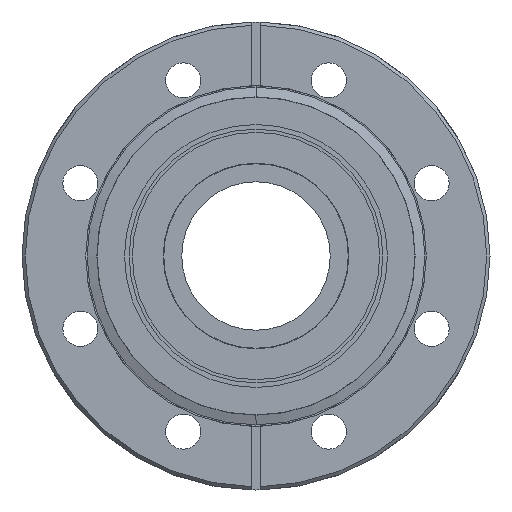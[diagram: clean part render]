
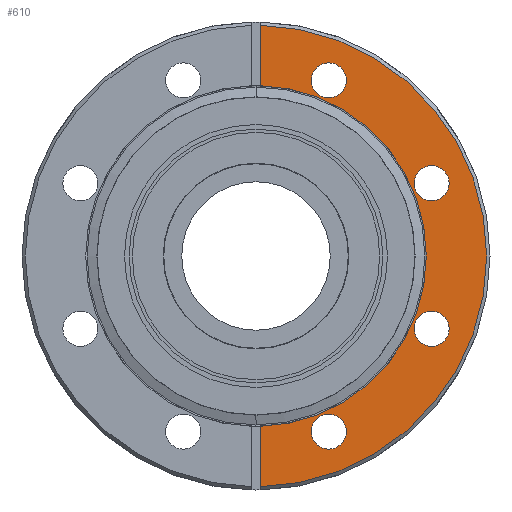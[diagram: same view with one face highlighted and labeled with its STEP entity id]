
A CAD part, left-side view. The second image highlights one B-rep face of the part: STEP entity #610.
In plain terms, the highlighted planar face has unit normal (-1, 0, 0).
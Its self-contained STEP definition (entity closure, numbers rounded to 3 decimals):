
#610=ADVANCED_FACE('',(#3535,#3536,#3537,#3538,#3539),#3534,.T.);
#3534=PLANE('',#8097);
#3535=FACE_OUTER_BOUND('',#8098,.T.);
#3536=FACE_BOUND('',#8099,.T.);
#3537=FACE_BOUND('',#8100,.T.);
#3538=FACE_BOUND('',#8101,.T.);
#3539=FACE_BOUND('',#8102,.T.);
#8094=CARTESIAN_POINT('',(0.,-61.445,-65.941));
#8095=DIRECTION('',(-1.,0.,0.));
#8096=DIRECTION('',(0.,0.,1.));
#8097=AXIS2_PLACEMENT_3D('',#8094,#8095,#8096);
#8098=EDGE_LOOP('',(#10308,#10309,#10310,#10311));
#8099=EDGE_LOOP('',(#10312,#10313,#10314));
#8100=EDGE_LOOP('',(#10315,#10316,#10317));
#8101=EDGE_LOOP('',(#10318,#10319,#10320));
#8102=EDGE_LOOP('',(#10321,#10322,#10323));
#10308=ORIENTED_EDGE('',*,*,#11644,.F.);
#10309=ORIENTED_EDGE('',*,*,#11632,.T.);
#10310=ORIENTED_EDGE('',*,*,#11645,.T.);
#10311=ORIENTED_EDGE('',*,*,#11639,.T.);
#10312=ORIENTED_EDGE('',*,*,#11646,.F.);
#10313=ORIENTED_EDGE('',*,*,#11647,.F.);
#10314=ORIENTED_EDGE('',*,*,#11648,.F.);
#10315=ORIENTED_EDGE('',*,*,#11649,.F.);
#10316=ORIENTED_EDGE('',*,*,#11650,.F.);
#10317=ORIENTED_EDGE('',*,*,#11651,.F.);
#10318=ORIENTED_EDGE('',*,*,#11652,.F.);
#10319=ORIENTED_EDGE('',*,*,#11653,.F.);
#10320=ORIENTED_EDGE('',*,*,#11654,.F.);
#10321=ORIENTED_EDGE('',*,*,#11655,.F.);
#10322=ORIENTED_EDGE('',*,*,#11656,.F.);
#10323=ORIENTED_EDGE('',*,*,#11657,.F.);
#11632=EDGE_CURVE('',#15619,#15612,#15620,.T.);
#11639=EDGE_CURVE('',#15667,#15668,#15669,.T.);
#11644=EDGE_CURVE('',#15619,#15668,#15702,.T.);
#11645=EDGE_CURVE('',#15612,#15667,#15708,.T.);
#11646=EDGE_CURVE('',#15714,#15715,#15716,.T.);
#11647=EDGE_CURVE('',#15722,#15714,#15723,.T.);
#11648=EDGE_CURVE('',#15715,#15722,#15729,.T.);
#11649=EDGE_CURVE('',#15735,#15736,#15737,.T.);
#11650=EDGE_CURVE('',#15743,#15735,#15744,.T.);
#11651=EDGE_CURVE('',#15736,#15743,#15750,.T.);
#11652=EDGE_CURVE('',#15756,#15757,#15758,.T.);
#11653=EDGE_CURVE('',#15764,#15756,#15765,.T.);
#11654=EDGE_CURVE('',#15757,#15764,#15771,.T.);
#11655=EDGE_CURVE('',#15777,#15778,#15779,.T.);
#11656=EDGE_CURVE('',#15785,#15777,#15786,.T.);
#11657=EDGE_CURVE('',#15778,#15785,#15792,.T.);
#15612=VERTEX_POINT('',#20150);
#15619=VERTEX_POINT('',#20155);
#15620=LINE('',#20156,#20157);
#15667=VERTEX_POINT('',#20183);
#15668=VERTEX_POINT('',#20184);
#15669=LINE('',#20185,#20186);
#15702=CIRCLE('',#20207,41.3);
#15708=CIRCLE('',#20211,55.95);
#15714=VERTEX_POINT('',#20212);
#15715=VERTEX_POINT('',#20213);
#15716=CIRCLE('',#20217,4.25);
#15722=VERTEX_POINT('',#20218);
#15723=CIRCLE('',#20222,4.25);
#15729=CIRCLE('',#20226,4.25);
#15735=VERTEX_POINT('',#20227);
#15736=VERTEX_POINT('',#20228);
#15737=CIRCLE('',#20232,4.25);
#15743=VERTEX_POINT('',#20233);
#15744=CIRCLE('',#20237,4.25);
#15750=CIRCLE('',#20241,4.25);
#15756=VERTEX_POINT('',#20242);
#15757=VERTEX_POINT('',#20243);
#15758=CIRCLE('',#20247,4.25);
#15764=VERTEX_POINT('',#20248);
#15765=CIRCLE('',#20252,4.25);
#15771=CIRCLE('',#20256,4.25);
#15777=VERTEX_POINT('',#20257);
#15778=VERTEX_POINT('',#20258);
#15779=CIRCLE('',#20262,4.25);
#15785=VERTEX_POINT('',#20263);
#15786=CIRCLE('',#20267,4.25);
#15792=CIRCLE('',#20271,4.25);
#20150=CARTESIAN_POINT('',(0.,-1.,-55.941));
#20155=CARTESIAN_POINT('',(0.,-1.,-41.288));
#20156=CARTESIAN_POINT('',(0.,-1.,-41.288));
#20157=VECTOR('',#20158,14.653);
#20158=DIRECTION('',(0.,0.,-1.));
#20183=CARTESIAN_POINT('',(0.,-1.,55.941));
#20184=CARTESIAN_POINT('',(0.,-1.,41.288));
#20185=CARTESIAN_POINT('',(0.,-1.,55.941));
#20186=VECTOR('',#20187,14.653);
#20187=DIRECTION('',(0.,0.,-1.));
#20204=CARTESIAN_POINT('',(0.,0.,0.));
#20205=DIRECTION('',(-1.,0.,0.));
#20206=DIRECTION('',(0.,0.,-1.));
#20207=AXIS2_PLACEMENT_3D('',#20204,#20205,#20206);
#20208=CARTESIAN_POINT('',(0.,0.,0.));
#20209=DIRECTION('',(-1.,0.,0.));
#20210=DIRECTION('',(0.,0.,-1.));
#20211=AXIS2_PLACEMENT_3D('',#20208,#20209,#20210);
#20212=CARTESIAN_POINT('',(0.,-42.59,13.392));
#20213=CARTESIAN_POINT('',(0.,-46.841,17.642));
#20214=CARTESIAN_POINT('',(0.,-42.591,17.642));
#20215=DIRECTION('',(-1.,0.,0.));
#20216=DIRECTION('',(0.,-1.,0.));
#20217=AXIS2_PLACEMENT_3D('',#20214,#20215,#20216);
#20218=CARTESIAN_POINT('',(0.,-42.591,21.892));
#20219=CARTESIAN_POINT('',(0.,-42.591,17.642));
#20220=DIRECTION('',(-1.,0.,0.));
#20221=DIRECTION('',(0.,-1.,0.));
#20222=AXIS2_PLACEMENT_3D('',#20219,#20220,#20221);
#20223=CARTESIAN_POINT('',(0.,-42.591,17.642));
#20224=DIRECTION('',(-1.,0.,0.));
#20225=DIRECTION('',(0.,-1.,0.));
#20226=AXIS2_PLACEMENT_3D('',#20223,#20224,#20225);
#20227=CARTESIAN_POINT('',(0.,-42.59,-21.892));
#20228=CARTESIAN_POINT('',(0.,-46.841,-17.642));
#20229=CARTESIAN_POINT('',(0.,-42.591,-17.642));
#20230=DIRECTION('',(-1.,0.,0.));
#20231=DIRECTION('',(0.,-1.,0.));
#20232=AXIS2_PLACEMENT_3D('',#20229,#20230,#20231);
#20233=CARTESIAN_POINT('',(0.,-42.591,-13.392));
#20234=CARTESIAN_POINT('',(0.,-42.591,-17.642));
#20235=DIRECTION('',(-1.,0.,0.));
#20236=DIRECTION('',(0.,-1.,0.));
#20237=AXIS2_PLACEMENT_3D('',#20234,#20235,#20236);
#20238=CARTESIAN_POINT('',(0.,-42.591,-17.642));
#20239=DIRECTION('',(-1.,0.,0.));
#20240=DIRECTION('',(0.,-1.,0.));
#20241=AXIS2_PLACEMENT_3D('',#20238,#20239,#20240);
#20242=CARTESIAN_POINT('',(0.,-17.641,-46.841));
#20243=CARTESIAN_POINT('',(0.,-21.892,-42.591));
#20244=CARTESIAN_POINT('',(0.,-17.642,-42.591));
#20245=DIRECTION('',(-1.,0.,0.));
#20246=DIRECTION('',(0.,-1.,0.));
#20247=AXIS2_PLACEMENT_3D('',#20244,#20245,#20246);
#20248=CARTESIAN_POINT('',(0.,-17.642,-38.341));
#20249=CARTESIAN_POINT('',(0.,-17.642,-42.591));
#20250=DIRECTION('',(-1.,0.,0.));
#20251=DIRECTION('',(0.,-1.,0.));
#20252=AXIS2_PLACEMENT_3D('',#20249,#20250,#20251);
#20253=CARTESIAN_POINT('',(0.,-17.642,-42.591));
#20254=DIRECTION('',(-1.,0.,0.));
#20255=DIRECTION('',(0.,-1.,0.));
#20256=AXIS2_PLACEMENT_3D('',#20253,#20254,#20255);
#20257=CARTESIAN_POINT('',(0.,-17.641,38.341));
#20258=CARTESIAN_POINT('',(0.,-21.892,42.591));
#20259=CARTESIAN_POINT('',(0.,-17.642,42.591));
#20260=DIRECTION('',(-1.,0.,0.));
#20261=DIRECTION('',(0.,-1.,0.));
#20262=AXIS2_PLACEMENT_3D('',#20259,#20260,#20261);
#20263=CARTESIAN_POINT('',(0.,-17.642,46.841));
#20264=CARTESIAN_POINT('',(0.,-17.642,42.591));
#20265=DIRECTION('',(-1.,0.,0.));
#20266=DIRECTION('',(0.,-1.,0.));
#20267=AXIS2_PLACEMENT_3D('',#20264,#20265,#20266);
#20268=CARTESIAN_POINT('',(0.,-17.642,42.591));
#20269=DIRECTION('',(-1.,0.,0.));
#20270=DIRECTION('',(0.,-1.,0.));
#20271=AXIS2_PLACEMENT_3D('',#20268,#20269,#20270);
